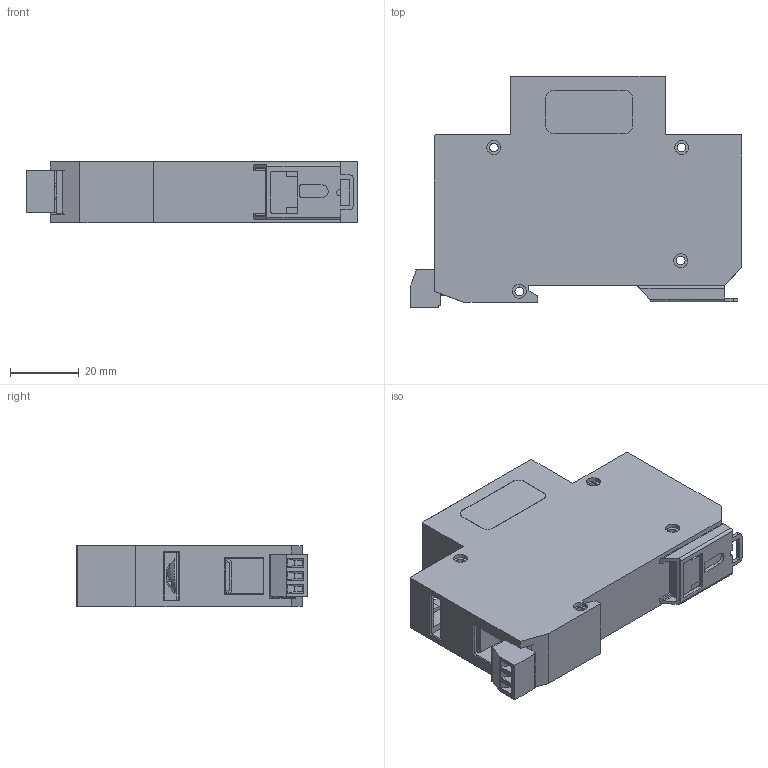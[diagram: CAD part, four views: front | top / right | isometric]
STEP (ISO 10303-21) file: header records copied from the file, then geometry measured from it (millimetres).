
FILE_DESCRIPTION (( 'STEP AP214' ), '1' );
FILE_NAME ('1104-15-001-E.STEP', '2019-01-09T17:13:47', ( '' ), ( '' ), 'SwSTEP 2.0', 'SolidWorks 2018', '' );
FILE_SCHEMA (( 'AUTOMOTIVE_DESIGN' ));
Length unit declared in the file: inch
Products named in the file (5): 2003-2795; 1104-15-001-E; 1102-014-38_connector; 2003-1052; 1104-15-001-1
Assembly tree (4 placements, depth 2):
  1104-15-001-E
    1104-15-001-1
    1102-014-38_connector
    2003-2795
    2003-1052
Bounding box: 96.89 x 67.65 x 17.9 mm (x, y, z)
Volume: 76542.5 mm3; surface area: 29854.4 mm2
Topology: 24 solids, 26 shells, 1001 faces, 2594 edges, 1708 vertices
Faces by surface type: plane 750, bspline 135, cylinder 104, cone 6, torus 4, sphere 2
Entity records: 46536 total; most frequent: CARTESIAN_POINT 13722, ORIENTED_EDGE 5180, DIRECTION 4254, EDGE_CURVE 2590, VECTOR 2026, LINE 2026, VERTEX_POINT 1706, AXIS2_PLACEMENT_3D 1114
